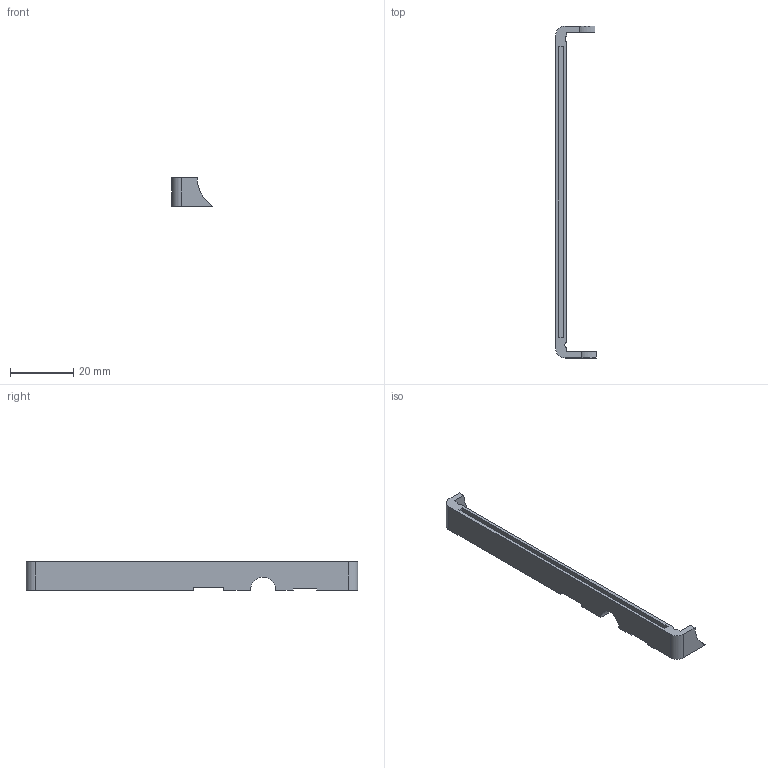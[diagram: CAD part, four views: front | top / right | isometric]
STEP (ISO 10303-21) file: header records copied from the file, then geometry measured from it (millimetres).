
FILE_DESCRIPTION(/* description */ (''),/* implementation_level */ '2;1');
FILE_NAME(/* name */ 'Middle (2).step',/* time_stamp */ '2025-07-22T10:50:54+10:00',/* author */ (''),/* organization */ (''),/* preprocessor_version */ 'ST-DEVELOPER v20.1',/* originating_system */ 'Autodesk Translation Framework v14.10.0.0',/* authorisation */ '');
FILE_SCHEMA (('AUTOMOTIVE_DESIGN { 1 0 10303 214 3 1 1 }'));
Length unit declared in the file: millimetre
Products named in the file (1): Middle (2)
Bounding box: 12.91 x 105 x 9 mm (x, y, z)
Volume: 2918.1 mm3; surface area: 3451.2 mm2
Topology: 1 solids, 1 shells, 41 faces, 108 edges, 72 vertices
Faces by surface type: plane 34, cylinder 7
Entity records: 1289 total; most frequent: CARTESIAN_POINT 222, ORIENTED_EDGE 216, DIRECTION 206, EDGE_CURVE 108, LINE 94, VECTOR 94, VERTEX_POINT 72, AXIS2_PLACEMENT_3D 56
